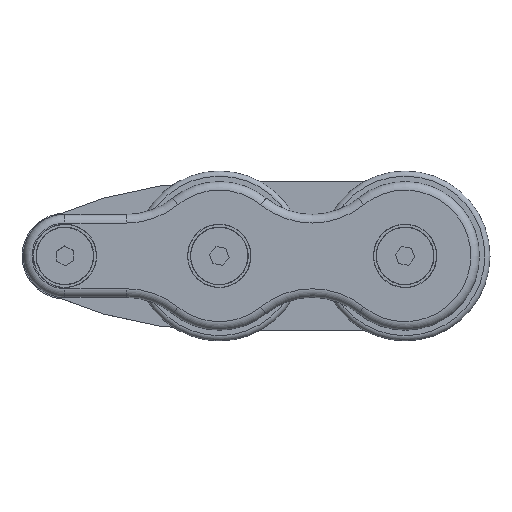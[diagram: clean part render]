
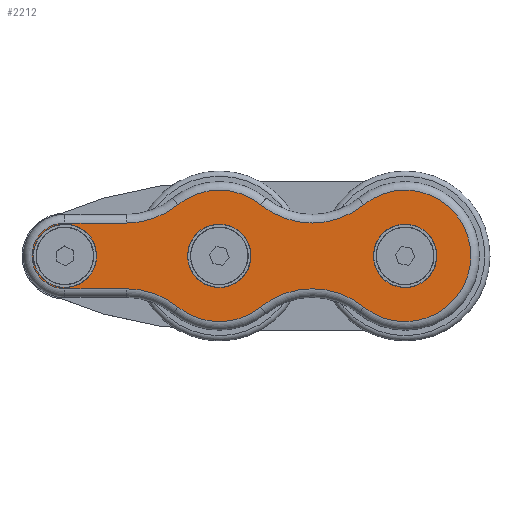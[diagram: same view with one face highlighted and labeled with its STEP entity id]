
A CAD part, top view. The second image highlights one B-rep face of the part: STEP entity #2212.
In plain terms, the highlighted planar face has unit normal (0, 0, 1).
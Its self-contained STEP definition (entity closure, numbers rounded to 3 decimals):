
#69=LINE('',#3716,#167);
#71=LINE('',#3728,#169);
#167=VECTOR('',#2940,21.5);
#169=VECTOR('',#2954,21.5);
#333=PLANE('',#2472);
#421=FACE_BOUND('',#788,.T.);
#422=FACE_BOUND('',#789,.T.);
#423=FACE_BOUND('',#790,.T.);
#566=FACE_OUTER_BOUND('',#787,.T.);
#787=EDGE_LOOP('',(#1831,#1832,#1833,#1834,#1835,#1836,#1837,#1838,#1839,
#1840));
#788=EDGE_LOOP('',(#1841));
#789=EDGE_LOOP('',(#1842));
#790=EDGE_LOOP('',(#1843));
#954=CIRCLE('',#2401,11.01);
#958=CIRCLE('',#2408,11.01);
#960=CIRCLE('',#2412,11.01);
#973=CIRCLE('',#2434,23.);
#975=CIRCLE('',#2437,28.674);
#979=CIRCLE('',#2443,11.5);
#983=CIRCLE('',#2449,28.674);
#986=CIRCLE('',#2453,23.);
#989=CIRCLE('',#2457,28.674);
#992=CIRCLE('',#2461,23.);
#994=CIRCLE('',#2464,28.674);
#1140=VERTEX_POINT('',#3652);
#1144=VERTEX_POINT('',#3663);
#1146=VERTEX_POINT('',#3669);
#1156=VERTEX_POINT('',#3698);
#1159=VERTEX_POINT('',#3703);
#1161=VERTEX_POINT('',#3708);
#1163=VERTEX_POINT('',#3714);
#1165=VERTEX_POINT('',#3720);
#1167=VERTEX_POINT('',#3726);
#1169=VERTEX_POINT('',#3732);
#1171=VERTEX_POINT('',#3738);
#1173=VERTEX_POINT('',#3744);
#1175=VERTEX_POINT('',#3750);
#1374=EDGE_CURVE('',#1140,#1140,#954,.T.);
#1378=EDGE_CURVE('',#1144,#1144,#958,.T.);
#1380=EDGE_CURVE('',#1146,#1146,#960,.T.);
#1393=EDGE_CURVE('',#1159,#1156,#973,.T.);
#1395=EDGE_CURVE('',#1161,#1159,#975,.T.);
#1398=EDGE_CURVE('',#1163,#1161,#69,.T.);
#1401=EDGE_CURVE('',#1165,#1163,#979,.T.);
#1404=EDGE_CURVE('',#1167,#1165,#71,.T.);
#1407=EDGE_CURVE('',#1169,#1167,#983,.T.);
#1410=EDGE_CURVE('',#1171,#1169,#986,.T.);
#1413=EDGE_CURVE('',#1173,#1171,#989,.T.);
#1416=EDGE_CURVE('',#1175,#1173,#992,.T.);
#1418=EDGE_CURVE('',#1156,#1175,#994,.T.);
#1831=ORIENTED_EDGE('',*,*,#1393,.F.);
#1832=ORIENTED_EDGE('',*,*,#1395,.F.);
#1833=ORIENTED_EDGE('',*,*,#1398,.F.);
#1834=ORIENTED_EDGE('',*,*,#1401,.F.);
#1835=ORIENTED_EDGE('',*,*,#1404,.F.);
#1836=ORIENTED_EDGE('',*,*,#1407,.F.);
#1837=ORIENTED_EDGE('',*,*,#1410,.F.);
#1838=ORIENTED_EDGE('',*,*,#1413,.F.);
#1839=ORIENTED_EDGE('',*,*,#1416,.F.);
#1840=ORIENTED_EDGE('',*,*,#1418,.F.);
#1841=ORIENTED_EDGE('',*,*,#1374,.T.);
#1842=ORIENTED_EDGE('',*,*,#1378,.T.);
#1843=ORIENTED_EDGE('',*,*,#1380,.T.);
#2212=ADVANCED_FACE('',(#566,#421,#422,#423),#333,.T.);
#2401=AXIS2_PLACEMENT_3D('',#3653,#2860,#2861);
#2408=AXIS2_PLACEMENT_3D('',#3664,#2874,#2875);
#2412=AXIS2_PLACEMENT_3D('',#3670,#2882,#2883);
#2434=AXIS2_PLACEMENT_3D('',#3705,#2926,#2927);
#2437=AXIS2_PLACEMENT_3D('',#3710,#2932,#2933);
#2443=AXIS2_PLACEMENT_3D('',#3722,#2946,#2947);
#2449=AXIS2_PLACEMENT_3D('',#3734,#2960,#2961);
#2453=AXIS2_PLACEMENT_3D('',#3740,#2968,#2969);
#2457=AXIS2_PLACEMENT_3D('',#3746,#2976,#2977);
#2461=AXIS2_PLACEMENT_3D('',#3752,#2984,#2985);
#2464=AXIS2_PLACEMENT_3D('',#3755,#2990,#2991);
#2472=AXIS2_PLACEMENT_3D('',#3777,#3014,#3015);
#2860=DIRECTION('center_axis',(0.,0.,
-1.));
#2861=DIRECTION('ref_axis',(-0.908,0.418,0.));
#2874=DIRECTION('center_axis',(0.,0.,
-1.));
#2875=DIRECTION('ref_axis',(-0.908,0.418,0.));
#2882=DIRECTION('center_axis',(0.,0.,
-1.));
#2883=DIRECTION('ref_axis',(-0.431,-0.902,0.));
#2926=DIRECTION('center_axis',(0.,0.,
-1.));
#2927=DIRECTION('ref_axis',(0.,1.,0.));
#2932=DIRECTION('center_axis',(0.,0.,
1.));
#2933=DIRECTION('ref_axis',(0.334,-0.943,0.));
#2940=DIRECTION('',(1.,0.,0.));
#2946=DIRECTION('center_axis',(0.,0.,
-1.));
#2947=DIRECTION('ref_axis',(-1.,0.,0.));
#2954=DIRECTION('',(-1.,0.,0.));
#2960=DIRECTION('center_axis',(0.,0.,
1.));
#2961=DIRECTION('ref_axis',(0.334,0.943,0.));
#2968=DIRECTION('center_axis',(0.,0.,
-1.));
#2969=DIRECTION('ref_axis',(0.,-1.,0.));
#2976=DIRECTION('center_axis',(0.,0.,
1.));
#2977=DIRECTION('ref_axis',(0.,1.,0.));
#2984=DIRECTION('center_axis',(0.,0.,
-1.));
#2985=DIRECTION('ref_axis',(1.,0.,0.));
#2990=DIRECTION('center_axis',(0.,0.,
1.));
#2991=DIRECTION('ref_axis',(0.,-1.,0.));
#3014=DIRECTION('center_axis',(0.,0.,
1.));
#3015=DIRECTION('ref_axis',(1.,0.,0.));
#3652=CARTESIAN_POINT('',(10.,-4.607,40.7));
#3653=CARTESIAN_POINT('Origin',(0.,0.,
40.7));
#3663=CARTESIAN_POINT('',(-55.,-4.607,40.7));
#3664=CARTESIAN_POINT('Origin',(-65.,0.,40.7));
#3669=CARTESIAN_POINT('',(-114.254,9.935,40.7));
#3670=CARTESIAN_POINT('Origin',(-119.,0.,40.7));
#3698=CARTESIAN_POINT('',(-50.534,17.881,40.7));
#3703=CARTESIAN_POINT('',(-79.466,17.881,40.7));
#3705=CARTESIAN_POINT('Origin',(-65.,0.,40.7));
#3708=CARTESIAN_POINT('',(-97.5,11.5,40.7));
#3710=CARTESIAN_POINT('Origin',(-97.5,40.174,40.7));
#3714=CARTESIAN_POINT('',(-119.,11.5,40.7));
#3716=CARTESIAN_POINT('',(-74.487,11.5,40.7));
#3720=CARTESIAN_POINT('',(-119.,-11.5,40.7));
#3722=CARTESIAN_POINT('Origin',(-119.,0.,40.7));
#3726=CARTESIAN_POINT('',(-97.5,-11.5,40.7));
#3728=CARTESIAN_POINT('',(-85.237,-11.5,40.7));
#3732=CARTESIAN_POINT('',(-79.466,-17.881,40.7));
#3734=CARTESIAN_POINT('Origin',(-97.5,-40.174,40.7));
#3738=CARTESIAN_POINT('',(-50.534,-17.881,40.7));
#3740=CARTESIAN_POINT('Origin',(-65.,0.,40.7));
#3744=CARTESIAN_POINT('',(-14.466,-17.881,40.7));
#3746=CARTESIAN_POINT('Origin',(-32.5,-40.174,40.7));
#3750=CARTESIAN_POINT('',(-14.466,17.881,40.7));
#3752=CARTESIAN_POINT('Origin',(0.,0.,
40.7));
#3755=CARTESIAN_POINT('Origin',(-32.5,40.174,40.7));
#3777=CARTESIAN_POINT('Origin',(-51.474,0.,
40.7));
